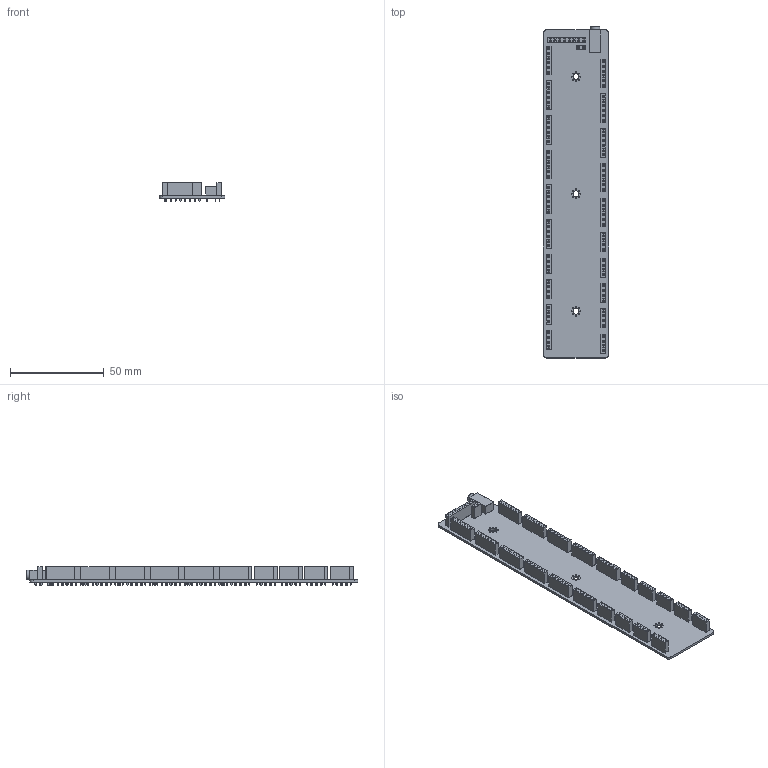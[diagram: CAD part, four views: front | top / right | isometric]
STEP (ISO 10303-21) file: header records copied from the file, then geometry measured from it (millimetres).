
FILE_DESCRIPTION(('KiCad electronic assembly'),'2;1');
FILE_NAME('pedal-breakout-pcb.step','2024-08-17T14:51:40',('Pcbnew'),( 'Kicad'),'Open CASCADE STEP processor 7.7','KiCad to STEP converter' ,'Unknown');
FILE_SCHEMA(('AUTOMOTIVE_DESIGN { 1 0 10303 214 1 1 1 1 }'));
Length unit declared in the file: millimetre
Products named in the file (12): pedal-breakout-pcb 1; PJ-320A; PJ-3200B v1; PinSocket_1x04_P2.54mm_Vertical; PinSocket_1x04_P254mm_Vertical; PinSocket_1x06_P2.54mm_Vertical; PinSocket_1x06_P254mm_Vertical; PinSocket_1x02_P2.54mm_Vertical; PinSocket_1x02_P254mm_Vertical; PinSocket_1x08_P2.54mm_Vertical; PinSocket_1x08_P254mm_Vertical; pedal-breakout-pcb_PCB
Assembly tree (29 placements, depth 3):
  pedal-breakout-pcb 1
    PJ-320A
      PJ-3200B v1
    PinSocket_1x04_P2.54mm_Vertical  x9
      PinSocket_1x04_P254mm_Vertical
    PinSocket_1x06_P2.54mm_Vertical  x11
      PinSocket_1x06_P254mm_Vertical
    PinSocket_1x02_P2.54mm_Vertical
      PinSocket_1x02_P254mm_Vertical
    PinSocket_1x08_P2.54mm_Vertical
      PinSocket_1x08_P254mm_Vertical
    pedal-breakout-pcb_PCB
Bounding box: 35 x 177 x 10.1 mm (x, y, z)
Volume: 12265 mm3; surface area: 22151.5 mm2
Topology: 28 solids, 28 shells, 3936 faces, 10155 edges, 6610 vertices
Faces by surface type: plane 3741, cylinder 179, bspline 8, sphere 4, torus 4
Full cylindrical faces by diameter (mm): 0.5 x24, 1 x114, 1.5 x2, 3.2 x3, 3.6 x1, 5 x1
Entity records: 33080 total; most frequent: CARTESIAN_POINT 4987, ORIENTED_EDGE 4718, DIRECTION 4589, EDGE_CURVE 2359, LINE 1973, VECTOR 1973, VERTEX_POINT 1538, AXIS2_PLACEMENT_3D 1308
